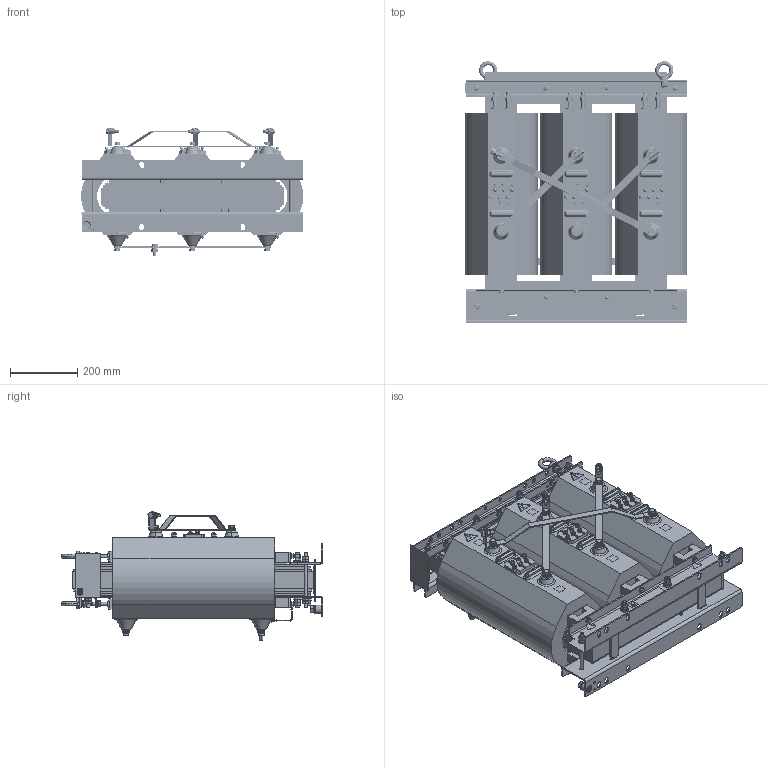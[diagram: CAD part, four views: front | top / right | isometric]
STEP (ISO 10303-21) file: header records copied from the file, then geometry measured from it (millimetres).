
FILE_DESCRIPTION (( 'STEP AP214' ), '1' );
FILE_NAME ('ﾒﾋﾑ-40 ﾄ.Y SIL.STEP', '2022-11-08T08:08:18', ( '' ), ( '' ), 'SwSTEP 2.0', 'SolidWorks 2010', '' );
FILE_SCHEMA (( 'AUTOMOTIVE_DESIGN' ));
Length unit declared in the file: millimetre
Products named in the file (1): ﾒﾋﾑ-40 ﾄ.Y SIL
Bounding box: 660.23 x 775.53 x 379.7 mm (x, y, z)
Surface area: 6213670.2 mm2 (no closed solid volume)
Topology: 0 solids, 432 shells, 2637 faces, 8671 edges, 6311 vertices
Faces by surface type: plane 1393, cylinder 728, cone 336, torus 110, sphere 65, bspline 5
Entity records: 131914 total; most frequent: CARTESIAN_POINT 27685, DIRECTION 16201, ORIENTED_EDGE 13210, EDGE_CURVE 8648, VERTEX_POINT 6311, AXIS2_PLACEMENT_3D 6055, VECTOR 4091, LINE 4091
